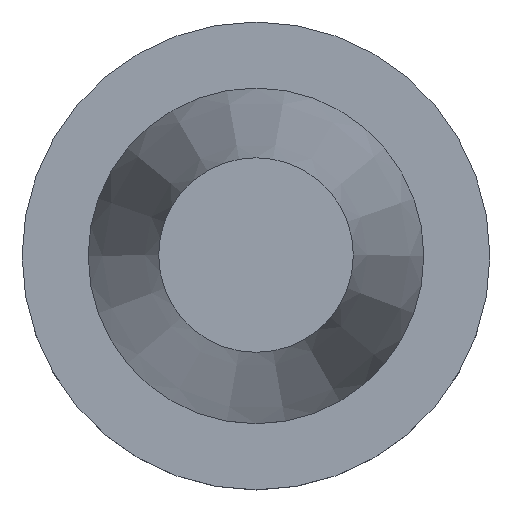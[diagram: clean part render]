
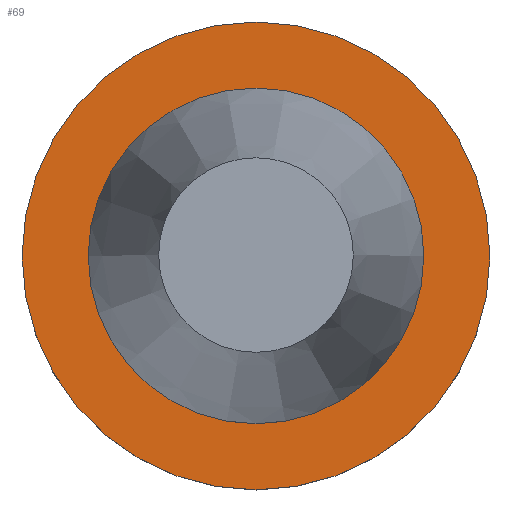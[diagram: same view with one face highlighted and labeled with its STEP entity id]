
A CAD part, top view. The second image highlights one B-rep face of the part: STEP entity #69.
In plain terms, the highlighted planar face has unit normal (0, 0, 1).
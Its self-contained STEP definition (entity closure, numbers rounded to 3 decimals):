
#48=FACE_BOUND('',#95,.T.);
#49=FACE_BOUND('',#96,.T.);
#69=ADVANCED_FACE('',(#48,#49),#80,.T.);
#80=PLANE('',#215);
#95=EDGE_LOOP('',(#121));
#96=EDGE_LOOP('',(#122));
#121=ORIENTED_EDGE('',*,*,#157,.F.);
#122=ORIENTED_EDGE('',*,*,#158,.T.);
#144=VERTEX_POINT('',#313);
#145=VERTEX_POINT('',#315);
#157=EDGE_CURVE('',#144,#144,#170,.T.);
#158=EDGE_CURVE('',#145,#145,#171,.T.);
#170=CIRCLE('',#213,48.75);
#171=CIRCLE('',#214,34.975);
#213=AXIS2_PLACEMENT_3D('',#312,#259,#260);
#214=AXIS2_PLACEMENT_3D('',#314,#261,#262);
#215=AXIS2_PLACEMENT_3D('',#316,#263,#264);
#259=DIRECTION('',(0.,0.,-1.));
#260=DIRECTION('',(1.,0.,0.));
#261=DIRECTION('',(0.,0.,-1.));
#262=DIRECTION('',(1.,0.,0.));
#263=DIRECTION('',(0.,0.,1.));
#264=DIRECTION('',(1.,0.,0.));
#312=CARTESIAN_POINT('',(0.,0.,-3.2));
#313=CARTESIAN_POINT('',(48.75,0.,-3.2));
#314=CARTESIAN_POINT('',(0.,0.,-3.2));
#315=CARTESIAN_POINT('',(34.975,0.,-3.2));
#316=CARTESIAN_POINT('',(41.863,0.,-3.2));
